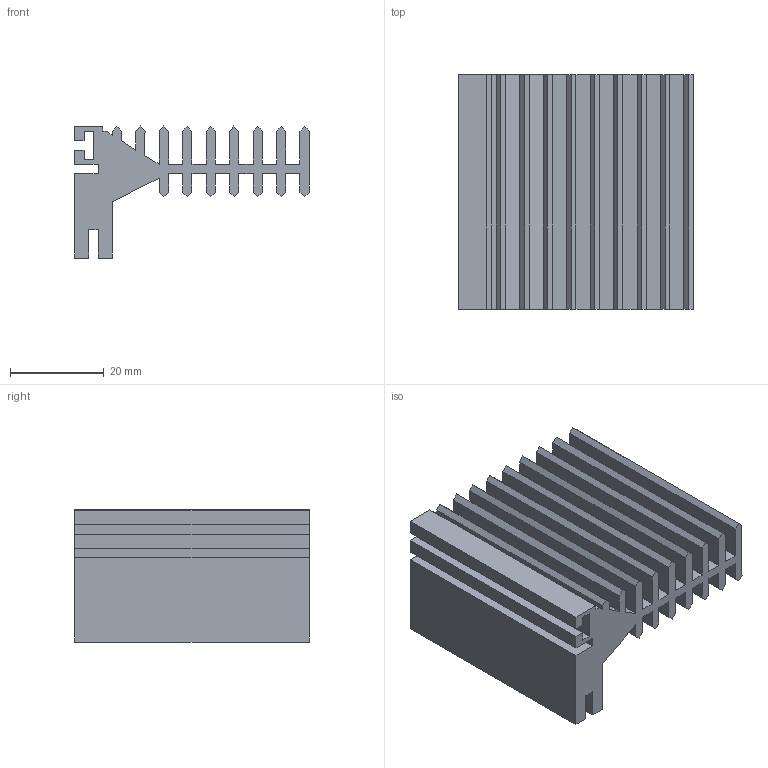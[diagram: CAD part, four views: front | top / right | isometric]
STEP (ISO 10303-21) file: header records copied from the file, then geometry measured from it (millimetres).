
FILE_DESCRIPTION(/* description */ (''),/* implementation_level */ '2;1');
FILE_NAME(/* name */ 'HSINK_ABL_PPN0500B.stp',/* time_stamp */ '2016-04-18T11:04:03+02:00',/* author */ ('riccim'),/* organization */ ('Open CASCADE'),/* preprocessor_version */ 'ST-DEVELOPER v15.5',/* originating_system */ 'AutoCAD Mechanical',/* authorisation */ 'Unknown');
FILE_SCHEMA (('AUTOMOTIVE_DESIGN { 1 0 10303 214 3 1 1 }'));
Length unit declared in the file: millimetre
Products named in the file (1): Product
Bounding box: 50 x 50 x 28.12 mm (x, y, z)
Volume: 25758.2 mm3; surface area: 19171 mm2
Topology: 1 solids, 1 shells, 106 faces, 312 edges, 208 vertices
Faces by surface type: plane 106
Entity records: 3488 total; most frequent: CARTESIAN_POINT 627, ORIENTED_EDGE 624, DIRECTION 526, LINE 312, VECTOR 312, EDGE_CURVE 312, VERTEX_POINT 208, AXIS2_PLACEMENT_3D 107
